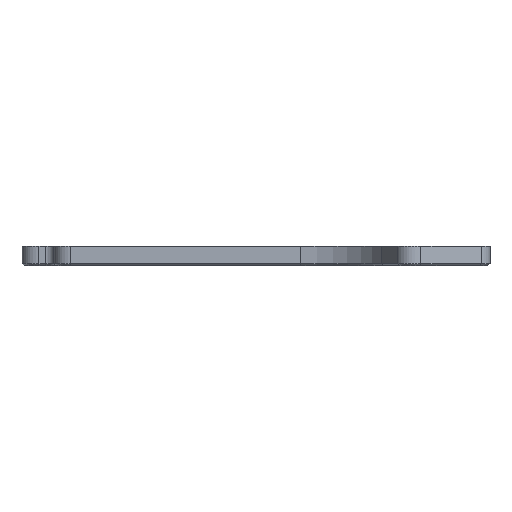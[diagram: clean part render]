
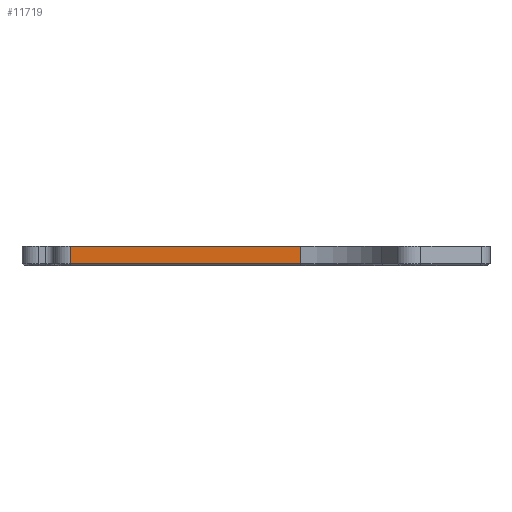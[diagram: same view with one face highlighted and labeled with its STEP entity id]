
A CAD part, left-side view. The second image highlights one B-rep face of the part: STEP entity #11719.
In plain terms, the highlighted face is planar.
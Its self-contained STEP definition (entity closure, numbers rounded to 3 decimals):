
#426=PLANE('',#12872);
#1196=FACE_OUTER_BOUND('',#1982,.T.);
#1982=EDGE_LOOP('',(#10377,#10378,#10379,#10380));
#3151=LINE('',#19539,#4335);
#3175=LINE('',#19603,#4359);
#3176=LINE('',#19606,#4360);
#3177=LINE('',#19607,#4361);
#4335=VECTOR('',#16051,10.);
#4359=VECTOR('',#16123,10.);
#4360=VECTOR('',#16126,10.);
#4361=VECTOR('',#16127,10.);
#5854=VERTEX_POINT('',#19533);
#5855=VERTEX_POINT('',#19537);
#5871=VERTEX_POINT('',#19601);
#5872=VERTEX_POINT('',#19605);
#7428=EDGE_CURVE('',#5855,#5854,#3151,.T.);
#7460=EDGE_CURVE('',#5854,#5871,#3175,.T.);
#7461=EDGE_CURVE('',#5871,#5872,#3176,.T.);
#7462=EDGE_CURVE('',#5855,#5872,#3177,.T.);
#10377=ORIENTED_EDGE('',*,*,#7428,.T.);
#10378=ORIENTED_EDGE('',*,*,#7460,.T.);
#10379=ORIENTED_EDGE('',*,*,#7461,.T.);
#10380=ORIENTED_EDGE('',*,*,#7462,.F.);
#11719=ADVANCED_FACE('',(#1196),#426,.F.);
#12872=AXIS2_PLACEMENT_3D('',#19604,#16124,#16125);
#16051=DIRECTION('',(0.,-1.,0.));
#16123=DIRECTION('',(0.,0.,-1.));
#16124=DIRECTION('center_axis',(-1.,0.,0.));
#16125=DIRECTION('ref_axis',(0.,1.,0.));
#16126=DIRECTION('',(0.,1.,0.));
#16127=DIRECTION('',(0.,0.,-1.));
#19533=CARTESIAN_POINT('',(132.689,41.756,-0.5));
#19537=CARTESIAN_POINT('',(132.689,95.976,-0.5));
#19539=CARTESIAN_POINT('',(132.689,47.038,-0.5));
#19601=CARTESIAN_POINT('',(132.689,41.756,-4.6));
#19603=CARTESIAN_POINT('',(132.689,41.756,0.));
#19604=CARTESIAN_POINT('Origin',(132.689,41.756,0.));
#19605=CARTESIAN_POINT('',(132.689,95.976,-4.6));
#19606=CARTESIAN_POINT('',(132.689,41.454,-4.6));
#19607=CARTESIAN_POINT('',(132.689,95.976,0.));
